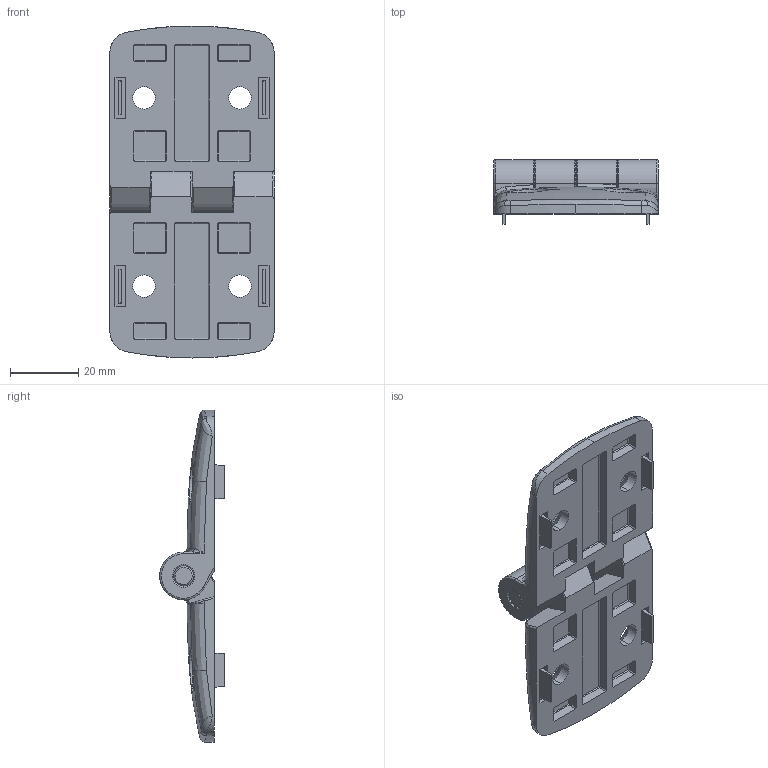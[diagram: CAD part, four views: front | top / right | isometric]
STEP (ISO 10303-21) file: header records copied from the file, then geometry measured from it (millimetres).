
FILE_DESCRIPTION (( 'STEP AP214' ), '1' );
FILE_NAME ('095k5050f10.STEP', '2014-08-13T13:03:42', ( '' ), ( '' ), 'SwSTEP 2.0', 'SolidWorks 2014', '' );
FILE_SCHEMA (( 'AUTOMOTIVE_DESIGN' ));
Length unit declared in the file: millimetre
Products named in the file (3): 095k-02; 095k50f00_095 k 50 f10; 095k5050f10
Assembly tree (3 placements, depth 2):
  095k5050f10
    095k50f00_095 k 50 f10  x2
    095k-02
Bounding box: 48 x 18.9 x 97 mm (x, y, z)
Volume: 27615.4 mm3; surface area: 15995.8 mm2
Topology: 3 solids, 3 shells, 339 faces, 886 edges, 562 vertices
Faces by surface type: plane 199, cylinder 60, bspline 46, torus 22, cone 12
Entity records: 6462 total; most frequent: CARTESIAN_POINT 2267, ORIENTED_EDGE 900, DIRECTION 768, EDGE_CURVE 450, VECTOR 292, LINE 292, VERTEX_POINT 287, AXIS2_PLACEMENT_3D 238
